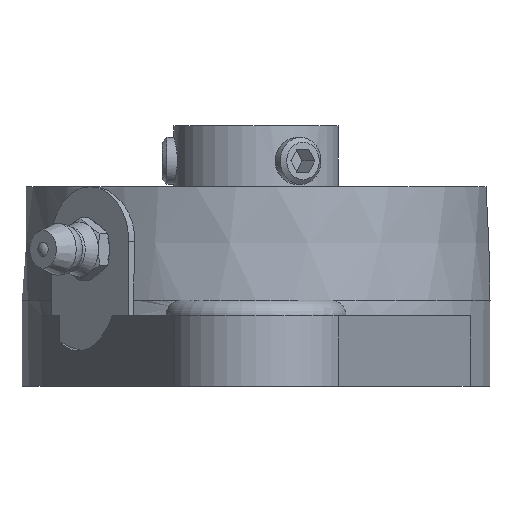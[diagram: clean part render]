
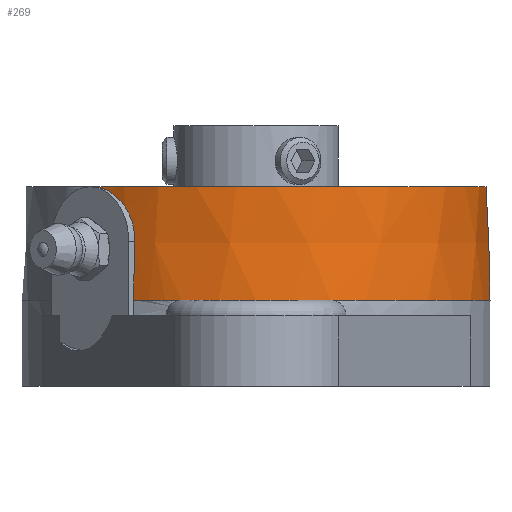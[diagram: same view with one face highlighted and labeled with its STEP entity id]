
A CAD part, left-side view. The second image highlights one B-rep face of the part: STEP entity #269.
In plain terms, the highlighted conical face has half-angle 1.975 degrees and reference radius 29.5 mm.
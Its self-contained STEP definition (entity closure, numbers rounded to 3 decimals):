
#269 = ADVANCED_FACE( '', ( #479 ), #480, .T. );
#479 = FACE_OUTER_BOUND( '', #789, .T. );
#480 = CONICAL_SURFACE( '', #790, 29.5, 0.034 );
#789 = EDGE_LOOP( '', ( #1464, #1465, #1466, #1467, #1468, #1469, #1470, #1471, #1472, #1473 ) );
#790 = AXIS2_PLACEMENT_3D( '', #1474, #1475, #1476 );
#1464 = ORIENTED_EDGE( '', *, *, #2045, .T. );
#1465 = ORIENTED_EDGE( '', *, *, #2047, .T. );
#1466 = ORIENTED_EDGE( '', *, *, #2060, .F. );
#1467 = ORIENTED_EDGE( '', *, *, #2093, .F. );
#1468 = ORIENTED_EDGE( '', *, *, #2073, .F. );
#1469 = ORIENTED_EDGE( '', *, *, #2094, .F. );
#1470 = ORIENTED_EDGE( '', *, *, #2086, .F. );
#1471 = ORIENTED_EDGE( '', *, *, #2059, .T. );
#1472 = ORIENTED_EDGE( '', *, *, #1952, .T. );
#1473 = ORIENTED_EDGE( '', *, *, #2007, .T. );
#1474 = CARTESIAN_POINT( '', ( 0., 0., 25.5 ) );
#1475 = DIRECTION( '', ( 0., 0., -1. ) );
#1476 = DIRECTION( '', ( -1., 0., 0. ) );
#1952 = EDGE_CURVE( '', #2259, #2252, #2260, .T. );
#2007 = EDGE_CURVE( '', #2252, #2250, #2366, .T. );
#2045 = EDGE_CURVE( '', #2250, #2422, #2424, .T. );
#2047 = EDGE_CURVE( '', #2422, #2425, #2428, .T. );
#2059 = EDGE_CURVE( '', #2442, #2259, #2445, .T. );
#2060 = EDGE_CURVE( '', #2446, #2425, #2447, .T. );
#2073 = EDGE_CURVE( '', #2464, #2358, #2466, .T. );
#2086 = EDGE_CURVE( '', #2442, #2353, #2483, .T. );
#2093 = EDGE_CURVE( '', #2358, #2446, #2491, .T. );
#2094 = EDGE_CURVE( '', #2353, #2464, #2492, .T. );
#2250 = VERTEX_POINT( '', #2806 );
#2252 = VERTEX_POINT( '', #2831 );
#2259 = VERTEX_POINT( '', #2864 );
#2260 = B_SPLINE_CURVE_WITH_KNOTS( '', 3, ( #2865, #2866, #2867, #2868, #2869, #2870, #2871, #2872, #2873, #2874, #2875, #2876, #2877, #2878, #2879, #2880, #2881, #2882, #2883, #2884, #2885, #2886, #2887, #2888 ), .UNSPECIFIED., .F., .F., ( 4, 2, 2, 2, 2, 2, 2, 2, 2, 2, 2, 4 ), ( 0., 0.001, 0.002, 0.003, 0.004, 0.005, 0.005, 0.007, 0.008, 0.009, 0.01, 0.011 ), .UNSPECIFIED. );
#2353 = VERTEX_POINT( '', #2999 );
#2358 = VERTEX_POINT( '', #3021 );
#2366 = CIRCLE( '', #3046, 29.5 );
#2422 = VERTEX_POINT( '', #3122 );
#2424 = B_SPLINE_CURVE_WITH_KNOTS( '', 3, ( #3125, #3126, #3127, #3128, #3129, #3130, #3131, #3132, #3133, #3134, #3135, #3136, #3137, #3138, #3139, #3140, #3141, #3142, #3143, #3144, #3145, #3146, #3147, #3148 ), .UNSPECIFIED., .F., .F., ( 4, 2, 2, 2, 2, 2, 2, 2, 2, 2, 2, 4 ), ( 0.011, 0.012, 0.014, 0.014, 0.015, 0.016, 0.016, 0.018, 0.019, 0.019, 0.021, 0.022 ), .UNSPECIFIED. );
#2425 = VERTEX_POINT( '', #3149 );
#2428 = B_SPLINE_CURVE_WITH_KNOTS( '', 3, ( #3153, #3154, #3155, #3156 ), .UNSPECIFIED., .F., .F., ( 4, 4 ), ( 0., 0.008 ), .UNSPECIFIED. );
#2442 = VERTEX_POINT( '', #3176 );
#2445 = B_SPLINE_CURVE_WITH_KNOTS( '', 3, ( #3181, #3182, #3183, #3184 ), .UNSPECIFIED., .F., .F., ( 4, 4 ), ( 0., 0.008 ), .UNSPECIFIED. );
#2446 = VERTEX_POINT( '', #3185 );
#2447 = CIRCLE( '', #3186, 30. );
#2464 = VERTEX_POINT( '', #3224 );
#2466 = CIRCLE( '', #3241, 30. );
#2483 = CIRCLE( '', #3264, 30. );
#2491 = CIRCLE( '', #3277, 30. );
#2492 = CIRCLE( '', #3278, 30. );
#2806 = CARTESIAN_POINT( '', ( -20.86, 20.86, 25.5 ) );
#2831 = CARTESIAN_POINT( '', ( 20.86, 20.86, 25.5 ) );
#2864 = CARTESIAN_POINT( '', ( 25.389, 15.49, 18.5 ) );
#2865 = CARTESIAN_POINT( '', ( 25.389, 15.49, 18.5 ) );
#2866 = CARTESIAN_POINT( '', ( 25.378, 15.478, 18.963 ) );
#2867 = CARTESIAN_POINT( '', ( 25.342, 15.507, 19.419 ) );
#2868 = CARTESIAN_POINT( '', ( 25.253, 15.607, 20.092 ) );
#2869 = CARTESIAN_POINT( '', ( 25.217, 15.65, 20.314 ) );
#2870 = CARTESIAN_POINT( '', ( 25.133, 15.756, 20.755 ) );
#2871 = CARTESIAN_POINT( '', ( 25.085, 15.819, 20.974 ) );
#2872 = CARTESIAN_POINT( '', ( 24.924, 16.031, 21.61 ) );
#2873 = CARTESIAN_POINT( '', ( 24.795, 16.207, 22.012 ) );
#2874 = CARTESIAN_POINT( '', ( 24.565, 16.516, 22.582 ) );
#2875 = CARTESIAN_POINT( '', ( 24.481, 16.628, 22.768 ) );
#2876 = CARTESIAN_POINT( '', ( 24.305, 16.864, 23.123 ) );
#2877 = CARTESIAN_POINT( '', ( 24.211, 16.988, 23.292 ) );
#2878 = CARTESIAN_POINT( '', ( 23.915, 17.376, 23.775 ) );
#2879 = CARTESIAN_POINT( '', ( 23.698, 17.656, 24.064 ) );
#2880 = CARTESIAN_POINT( '', ( 23.215, 18.257, 24.576 ) );
#2881 = CARTESIAN_POINT( '', ( 22.957, 18.571, 24.792 ) );
#2882 = CARTESIAN_POINT( '', ( 22.544, 19.051, 25.054 ) );
#2883 = CARTESIAN_POINT( '', ( 22.403, 19.214, 25.131 ) );
#2884 = CARTESIAN_POINT( '', ( 22.11, 19.543, 25.264 ) );
#2885 = CARTESIAN_POINT( '', ( 21.959, 19.71, 25.321 ) );
#2886 = CARTESIAN_POINT( '', ( 21.499, 20.208, 25.455 ) );
#2887 = CARTESIAN_POINT( '', ( 21.184, 20.536, 25.5 ) );
#2888 = CARTESIAN_POINT( '', ( 20.86, 20.86, 25.5 ) );
#2999 = CARTESIAN_POINT( '', ( 28.456, 9.5, 11. ) );
#3021 = CARTESIAN_POINT( '', ( -28.456, -9.5, 11. ) );
#3046 = AXIS2_PLACEMENT_3D( '', #3976, #3977, #3978 );
#3122 = CARTESIAN_POINT( '', ( -25.389, 15.49, 18.5 ) );
#3125 = CARTESIAN_POINT( '', ( -20.86, 20.86, 25.5 ) );
#3126 = CARTESIAN_POINT( '', ( -21.183, 20.536, 25.5 ) );
#3127 = CARTESIAN_POINT( '', ( -21.505, 20.201, 25.454 ) );
#3128 = CARTESIAN_POINT( '', ( -22.114, 19.541, 25.275 ) );
#3129 = CARTESIAN_POINT( '', ( -22.405, 19.214, 25.142 ) );
#3130 = CARTESIAN_POINT( '', ( -22.82, 18.73, 24.879 ) );
#3131 = CARTESIAN_POINT( '', ( -22.955, 18.569, 24.779 ) );
#3132 = CARTESIAN_POINT( '', ( -23.214, 18.257, 24.563 ) );
#3133 = CARTESIAN_POINT( '', ( -23.338, 18.105, 24.446 ) );
#3134 = CARTESIAN_POINT( '', ( -23.576, 17.808, 24.193 ) );
#3135 = CARTESIAN_POINT( '', ( -23.69, 17.663, 24.058 ) );
#3136 = CARTESIAN_POINT( '', ( -23.909, 17.383, 23.769 ) );
#3137 = CARTESIAN_POINT( '', ( -24.014, 17.246, 23.614 ) );
#3138 = CARTESIAN_POINT( '', ( -24.312, 16.855, 23.127 ) );
#3139 = CARTESIAN_POINT( '', ( -24.487, 16.621, 22.775 ) );
#3140 = CARTESIAN_POINT( '', ( -24.716, 16.313, 22.207 ) );
#3141 = CARTESIAN_POINT( '', ( -24.787, 16.217, 22.011 ) );
#3142 = CARTESIAN_POINT( '', ( -24.918, 16.04, 21.606 ) );
#3143 = CARTESIAN_POINT( '', ( -24.978, 15.96, 21.397 ) );
#3144 = CARTESIAN_POINT( '', ( -25.138, 15.748, 20.763 ) );
#3145 = CARTESIAN_POINT( '', ( -25.221, 15.643, 20.327 ) );
#3146 = CARTESIAN_POINT( '', ( -25.341, 15.507, 19.427 ) );
#3147 = CARTESIAN_POINT( '', ( -25.378, 15.478, 18.963 ) );
#3148 = CARTESIAN_POINT( '', ( -25.389, 15.49, 18.5 ) );
#3149 = CARTESIAN_POINT( '', ( -25.577, 15.678, 11. ) );
#3153 = CARTESIAN_POINT( '', ( -25.389, 15.49, 18.5 ) );
#3154 = CARTESIAN_POINT( '', ( -25.452, 15.553, 16. ) );
#3155 = CARTESIAN_POINT( '', ( -25.515, 15.615, 13.5 ) );
#3156 = CARTESIAN_POINT( '', ( -25.577, 15.678, 11. ) );
#3176 = CARTESIAN_POINT( '', ( 25.577, 15.678, 11. ) );
#3181 = CARTESIAN_POINT( '', ( 25.577, 15.678, 11. ) );
#3182 = CARTESIAN_POINT( '', ( 25.515, 15.615, 13.5 ) );
#3183 = CARTESIAN_POINT( '', ( 25.452, 15.553, 16. ) );
#3184 = CARTESIAN_POINT( '', ( 25.389, 15.49, 18.5 ) );
#3185 = CARTESIAN_POINT( '', ( -28.456, 9.5, 11. ) );
#3186 = AXIS2_PLACEMENT_3D( '', #4066, #4067, #4068 );
#3224 = CARTESIAN_POINT( '', ( 28.456, -9.5, 11. ) );
#3241 = AXIS2_PLACEMENT_3D( '', #4087, #4088, #4089 );
#3264 = AXIS2_PLACEMENT_3D( '', #4114, #4115, #4116 );
#3277 = AXIS2_PLACEMENT_3D( '', #4125, #4126, #4127 );
#3278 = AXIS2_PLACEMENT_3D( '', #4128, #4129, #4130 );
#3976 = CARTESIAN_POINT( '', ( 0., 0., 25.5 ) );
#3977 = DIRECTION( '', ( 0., 0., -1. ) );
#3978 = DIRECTION( '', ( -1., 0., 0. ) );
#4066 = CARTESIAN_POINT( '', ( 0., 0., 11. ) );
#4067 = DIRECTION( '', ( 0., 0., -1. ) );
#4068 = DIRECTION( '', ( -1., 0., 0. ) );
#4087 = CARTESIAN_POINT( '', ( 0., 0., 11. ) );
#4088 = DIRECTION( '', ( 0., 0., -1. ) );
#4089 = DIRECTION( '', ( -1., 0., 0. ) );
#4114 = CARTESIAN_POINT( '', ( 0., 0., 11. ) );
#4115 = DIRECTION( '', ( 0., 0., -1. ) );
#4116 = DIRECTION( '', ( -1., 0., 0. ) );
#4125 = CARTESIAN_POINT( '', ( 0., 0., 11. ) );
#4126 = DIRECTION( '', ( 0., 0., -1. ) );
#4127 = DIRECTION( '', ( -1., 0., 0. ) );
#4128 = CARTESIAN_POINT( '', ( 0., 0., 11. ) );
#4129 = DIRECTION( '', ( 0., 0., -1. ) );
#4130 = DIRECTION( '', ( -1., 0., 0. ) );
